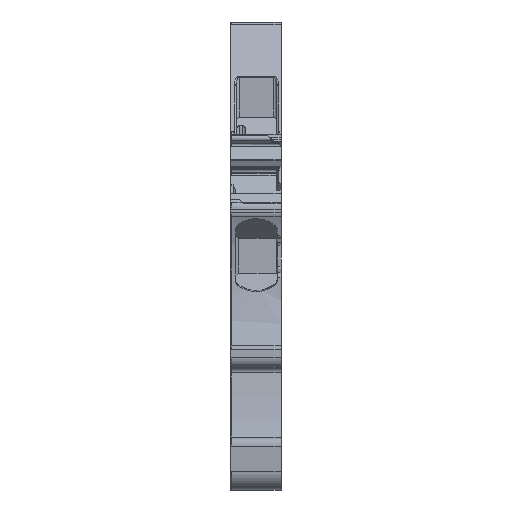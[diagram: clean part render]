
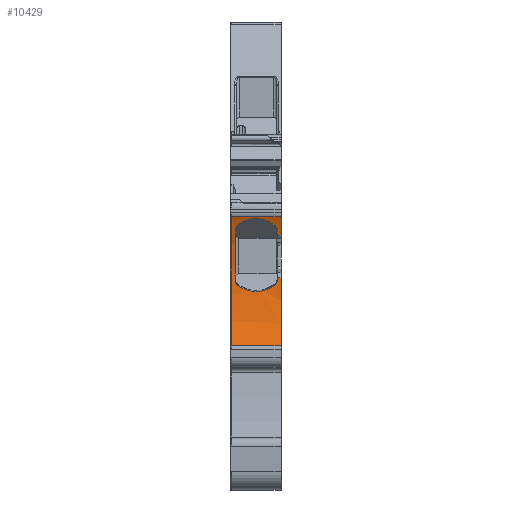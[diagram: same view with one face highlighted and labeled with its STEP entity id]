
A CAD part, front view. The second image highlights one B-rep face of the part: STEP entity #10429.
In plain terms, the highlighted cylindrical face has radius 15.97 mm (diameter 31.939 mm), a partial arc.
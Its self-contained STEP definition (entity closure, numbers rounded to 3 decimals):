
#10296=AXIS2_PLACEMENT_3D('Cylinder Axis2P3D',#10293,#10294,#10295) ;
#10300=AXIS2_PLACEMENT_3D('Circle Axis2P3D',#10298,#10299,$) ;
#10314=AXIS2_PLACEMENT_3D('Circle Axis2P3D',#10312,#10313,$) ;
#10328=AXIS2_PLACEMENT_3D('Circle Axis2P3D',#10326,#10327,$) ;
#10361=AXIS2_PLACEMENT_3D('Circle Axis2P3D',#10359,#10360,$) ;
#10394=AXIS2_PLACEMENT_3D('Circle Axis2P3D',#10392,#10393,$) ;
#10408=AXIS2_PLACEMENT_3D('Circle Axis2P3D',#10406,#10407,$) ;
#10267=CARTESIAN_POINT('Line Origine',(2.55,1.617,27.772)) ;
#10271=CARTESIAN_POINT('Vertex',(0.05,1.617,27.772)) ;
#10273=CARTESIAN_POINT('Vertex',(5.1,1.617,27.772)) ;
#10293=CARTESIAN_POINT('Axis2P3D Location',(2.55,-12.941,21.207)) ;
#10298=CARTESIAN_POINT('Axis2P3D Location',(0.05,-12.941,21.207)) ;
#10302=CARTESIAN_POINT('Vertex',(0.05,1.617,14.643)) ;
#10305=CARTESIAN_POINT('Line Origine',(2.55,1.617,14.643)) ;
#10309=CARTESIAN_POINT('Vertex',(5.1,1.617,14.643)) ;
#10312=CARTESIAN_POINT('Axis2P3D Location',(5.1,-12.941,21.207)) ;
#10316=CARTESIAN_POINT('Vertex',(5.1,3.025,21.559)) ;
#10319=CARTESIAN_POINT('Line Origine',(2.55,3.025,21.559)) ;
#10323=CARTESIAN_POINT('Vertex',(4.7,3.025,21.559)) ;
#10326=CARTESIAN_POINT('Axis2P3D Location',(4.7,-12.941,21.207)) ;
#10330=CARTESIAN_POINT('Vertex',(4.7,3.028,21.276)) ;
#10334=CARTESIAN_POINT('Control Point',(4.528,3.026,20.899)) ;
#10335=CARTESIAN_POINT('Control Point',(4.636,3.027,20.993)) ;
#10336=CARTESIAN_POINT('Control Point',(4.7,3.029,21.134)) ;
#10337=CARTESIAN_POINT('Control Point',(4.7,3.028,21.276)) ;
#10338=CARTESIAN_POINT('Vertex',(4.528,3.026,20.899)) ;
#10342=CARTESIAN_POINT('Control Point',(0.689,3.024,20.814)) ;
#10343=CARTESIAN_POINT('Control Point',(1.341,3.011,20.295)) ;
#10344=CARTESIAN_POINT('Control Point',(2.173,2.981,20.001)) ;
#10345=CARTESIAN_POINT('Control Point',(3.082,2.983,20.021)) ;
#10346=CARTESIAN_POINT('Control Point',(3.9,3.015,20.351)) ;
#10347=CARTESIAN_POINT('Control Point',(4.528,3.026,20.899)) ;
#10348=CARTESIAN_POINT('Vertex',(0.689,3.024,20.814)) ;
#10352=CARTESIAN_POINT('Control Point',(0.689,3.024,20.814)) ;
#10353=CARTESIAN_POINT('Control Point',(0.571,3.026,20.908)) ;
#10354=CARTESIAN_POINT('Control Point',(0.5,3.029,21.056)) ;
#10355=CARTESIAN_POINT('Control Point',(0.5,3.029,21.206)) ;
#10356=CARTESIAN_POINT('Vertex',(0.5,3.029,21.206)) ;
#10359=CARTESIAN_POINT('Axis2P3D Location',(0.5,-12.941,21.207)) ;
#10363=CARTESIAN_POINT('Vertex',(0.5,2.119,26.519)) ;
#10367=CARTESIAN_POINT('Control Point',(0.688,1.975,26.911)) ;
#10368=CARTESIAN_POINT('Control Point',(0.569,2.012,26.815)) ;
#10369=CARTESIAN_POINT('Control Point',(0.5,2.067,26.668)) ;
#10370=CARTESIAN_POINT('Control Point',(0.5,2.119,26.519)) ;
#10371=CARTESIAN_POINT('Vertex',(0.688,1.975,26.911)) ;
#10375=CARTESIAN_POINT('Control Point',(0.688,1.975,26.911)) ;
#10376=CARTESIAN_POINT('Control Point',(1.33,1.78,27.422)) ;
#10377=CARTESIAN_POINT('Control Point',(2.155,1.634,27.729)) ;
#10378=CARTESIAN_POINT('Control Point',(3.105,1.646,27.706)) ;
#10379=CARTESIAN_POINT('Control Point',(3.911,1.805,27.364)) ;
#10380=CARTESIAN_POINT('Control Point',(4.528,2.008,26.826)) ;
#10381=CARTESIAN_POINT('Vertex',(4.528,2.008,26.826)) ;
#10385=CARTESIAN_POINT('Control Point',(4.528,2.008,26.826)) ;
#10386=CARTESIAN_POINT('Control Point',(4.638,2.043,26.73)) ;
#10387=CARTESIAN_POINT('Control Point',(4.7,2.095,26.59)) ;
#10388=CARTESIAN_POINT('Control Point',(4.7,2.144,26.449)) ;
#10389=CARTESIAN_POINT('Vertex',(4.7,2.144,26.449)) ;
#10392=CARTESIAN_POINT('Axis2P3D Location',(4.7,-12.941,21.207)) ;
#10396=CARTESIAN_POINT('Vertex',(4.7,2.326,25.891)) ;
#10399=CARTESIAN_POINT('Line Origine',(2.55,2.326,25.891)) ;
#10403=CARTESIAN_POINT('Vertex',(5.1,2.326,25.891)) ;
#10406=CARTESIAN_POINT('Axis2P3D Location',(5.1,-12.941,21.207)) ;
#10268=DIRECTION('Vector Direction',(1.,0.,0.)) ;
#10294=DIRECTION('Axis2P3D Direction',(1.,0.,0.)) ;
#10295=DIRECTION('Axis2P3D XDirection',(0.,0.912,-0.411)) ;
#10299=DIRECTION('Axis2P3D Direction',(1.,0.,0.)) ;
#10306=DIRECTION('Vector Direction',(1.,0.,0.)) ;
#10313=DIRECTION('Axis2P3D Direction',(1.,0.,0.)) ;
#10320=DIRECTION('Vector Direction',(1.,0.,0.)) ;
#10327=DIRECTION('Axis2P3D Direction',(1.,0.,0.)) ;
#10360=DIRECTION('Axis2P3D Direction',(1.,0.,0.)) ;
#10393=DIRECTION('Axis2P3D Direction',(1.,0.,0.)) ;
#10400=DIRECTION('Vector Direction',(1.,0.,0.)) ;
#10407=DIRECTION('Axis2P3D Direction',(1.,0.,0.)) ;
#10269=VECTOR('Line Direction',#10268,1.) ;
#10307=VECTOR('Line Direction',#10306,1.) ;
#10321=VECTOR('Line Direction',#10320,1.) ;
#10401=VECTOR('Line Direction',#10400,1.) ;
#10412=ORIENTED_EDGE('',*,*,#10304,.T.) ;
#10413=ORIENTED_EDGE('',*,*,#10311,.T.) ;
#10414=ORIENTED_EDGE('',*,*,#10318,.T.) ;
#10415=ORIENTED_EDGE('',*,*,#10325,.F.) ;
#10416=ORIENTED_EDGE('',*,*,#10332,.F.) ;
#10417=ORIENTED_EDGE('',*,*,#10340,.F.) ;
#10418=ORIENTED_EDGE('',*,*,#10350,.F.) ;
#10419=ORIENTED_EDGE('',*,*,#10358,.T.) ;
#10420=ORIENTED_EDGE('',*,*,#10365,.T.) ;
#10421=ORIENTED_EDGE('',*,*,#10373,.F.) ;
#10422=ORIENTED_EDGE('',*,*,#10383,.T.) ;
#10423=ORIENTED_EDGE('',*,*,#10391,.T.) ;
#10424=ORIENTED_EDGE('',*,*,#10398,.F.) ;
#10425=ORIENTED_EDGE('',*,*,#10405,.T.) ;
#10426=ORIENTED_EDGE('',*,*,#10410,.T.) ;
#10427=ORIENTED_EDGE('',*,*,#10275,.F.) ;
#10429=ADVANCED_FACE('MLD\\MLD_AL3C_2-5',(#10428),#10297,.F.) ;
#10333=B_SPLINE_CURVE_WITH_KNOTS('',3,(#10334,#10335,#10336,#10337),.UNSPECIFIED.,.F.,.U.,(4,4),(0.,0.604),.UNSPECIFIED.) ;
#10341=B_SPLINE_CURVE_WITH_KNOTS('',5,(#10342,#10343,#10344,#10345,#10346,#10347),.UNSPECIFIED.,.F.,.U.,(6,6),(0.,5.896),.UNSPECIFIED.) ;
#10351=B_SPLINE_CURVE_WITH_KNOTS('',3,(#10352,#10353,#10354,#10355),.UNSPECIFIED.,.F.,.U.,(4,4),(0.,0.635),.UNSPECIFIED.) ;
#10366=B_SPLINE_CURVE_WITH_KNOTS('',3,(#10367,#10368,#10369,#10370),.UNSPECIFIED.,.F.,.U.,(4,4),(0.,0.667),.UNSPECIFIED.) ;
#10374=B_SPLINE_CURVE_WITH_KNOTS('',5,(#10375,#10376,#10377,#10378,#10379,#10380),.UNSPECIFIED.,.F.,.U.,(6,6),(0.,5.963),.UNSPECIFIED.) ;
#10384=B_SPLINE_CURVE_WITH_KNOTS('',3,(#10385,#10386,#10387,#10388),.UNSPECIFIED.,.F.,.U.,(4,4),(0.,0.634),.UNSPECIFIED.) ;
#10301=CIRCLE('generated circle',#10300,15.969) ;
#10315=CIRCLE('generated circle',#10314,15.969) ;
#10329=CIRCLE('generated circle',#10328,15.969) ;
#10362=CIRCLE('generated circle',#10361,15.969) ;
#10395=CIRCLE('generated circle',#10394,15.969) ;
#10409=CIRCLE('generated circle',#10408,15.969) ;
#10297=CYLINDRICAL_SURFACE('generated cylinder',#10296,15.969) ;
#10275=EDGE_CURVE('',#10272,#10274,#10270,.T.) ;
#10304=EDGE_CURVE('',#10272,#10303,#10301,.F.) ;
#10311=EDGE_CURVE('',#10303,#10310,#10308,.T.) ;
#10318=EDGE_CURVE('',#10310,#10317,#10315,.T.) ;
#10325=EDGE_CURVE('',#10324,#10317,#10322,.T.) ;
#10332=EDGE_CURVE('',#10331,#10324,#10329,.T.) ;
#10340=EDGE_CURVE('',#10339,#10331,#10333,.T.) ;
#10350=EDGE_CURVE('',#10349,#10339,#10341,.T.) ;
#10358=EDGE_CURVE('',#10349,#10357,#10351,.T.) ;
#10365=EDGE_CURVE('',#10357,#10364,#10362,.T.) ;
#10373=EDGE_CURVE('',#10372,#10364,#10366,.T.) ;
#10383=EDGE_CURVE('',#10372,#10382,#10374,.T.) ;
#10391=EDGE_CURVE('',#10382,#10390,#10384,.T.) ;
#10398=EDGE_CURVE('',#10397,#10390,#10395,.T.) ;
#10405=EDGE_CURVE('',#10397,#10404,#10402,.T.) ;
#10410=EDGE_CURVE('',#10404,#10274,#10409,.T.) ;
#10411=EDGE_LOOP('',(#10412,#10413,#10414,#10415,#10416,#10417,#10418,#10419,#10420,#10421,#10422,#10423,#10424,#10425,#10426,#10427)) ;
#10428=FACE_OUTER_BOUND('',#10411,.T.) ;
#10270=LINE('Line',#10267,#10269) ;
#10308=LINE('Line',#10305,#10307) ;
#10322=LINE('Line',#10319,#10321) ;
#10402=LINE('Line',#10399,#10401) ;
#10272=VERTEX_POINT('',#10271) ;
#10274=VERTEX_POINT('',#10273) ;
#10303=VERTEX_POINT('',#10302) ;
#10310=VERTEX_POINT('',#10309) ;
#10317=VERTEX_POINT('',#10316) ;
#10324=VERTEX_POINT('',#10323) ;
#10331=VERTEX_POINT('',#10330) ;
#10339=VERTEX_POINT('',#10338) ;
#10349=VERTEX_POINT('',#10348) ;
#10357=VERTEX_POINT('',#10356) ;
#10364=VERTEX_POINT('',#10363) ;
#10372=VERTEX_POINT('',#10371) ;
#10382=VERTEX_POINT('',#10381) ;
#10390=VERTEX_POINT('',#10389) ;
#10397=VERTEX_POINT('',#10396) ;
#10404=VERTEX_POINT('',#10403) ;
